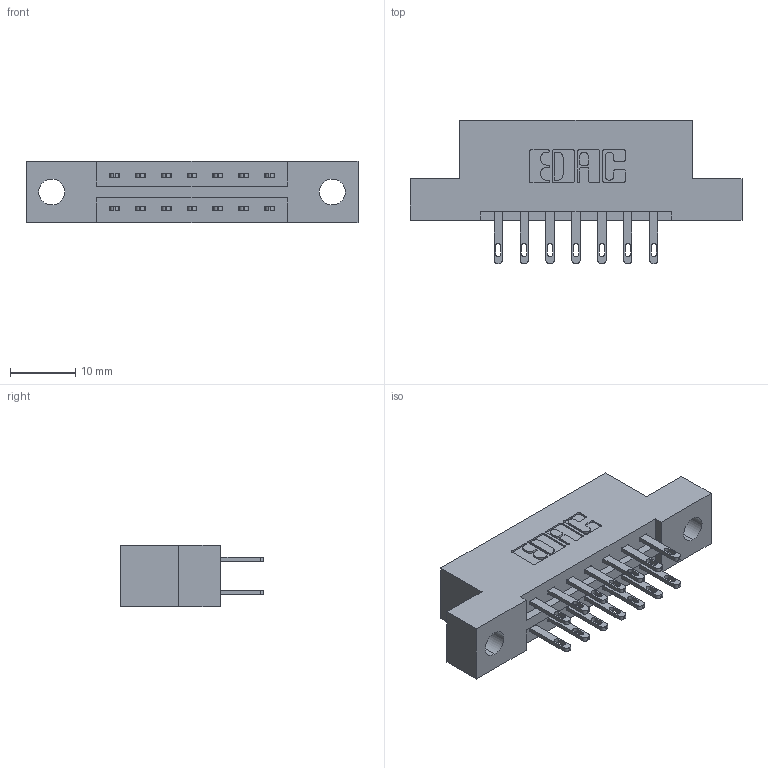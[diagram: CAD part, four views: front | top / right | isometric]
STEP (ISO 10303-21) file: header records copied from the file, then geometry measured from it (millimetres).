
FILE_DESCRIPTION (( 'STEP AP203' ), '1' );
FILE_NAME ('337-014-500-204.STEP', '2019-10-08T11:29:36', ( '' ), ( '' ), 'SwSTEP 2.0', 'SolidWorks 2016', '' );
FILE_SCHEMA (( 'CONFIG_CONTROL_DESIGN' ));
Length unit declared in the file: inch
Products named in the file (3): 337 Part_Flush Mounting Lugs - 0.156 Dia-TH; 345-292-001_345-293-100; 337-014-500-204
Assembly tree (15 placements, depth 2):
  337-014-500-204
    337 Part_Flush Mounting Lugs - 0.156 Dia-TH
    345-292-001_345-293-100  x14
Bounding box: 50.75 x 21.85 x 9.4 mm (x, y, z)
Volume: 4837.4 mm3; surface area: 5081.4 mm2
Topology: 15 solids, 15 shells, 814 faces, 2453 edges, 1634 vertices
Faces by surface type: plane 518, cylinder 296
Entity records: 9887 total; most frequent: CARTESIAN_POINT 1694, ORIENTED_EDGE 1630, DIRECTION 1507, EDGE_CURVE 815, VECTOR 683, LINE 683, VERTEX_POINT 542, AXIS2_PLACEMENT_3D 412
